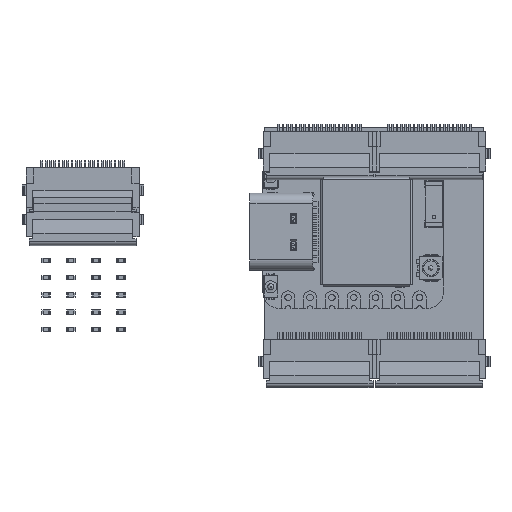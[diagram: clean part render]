
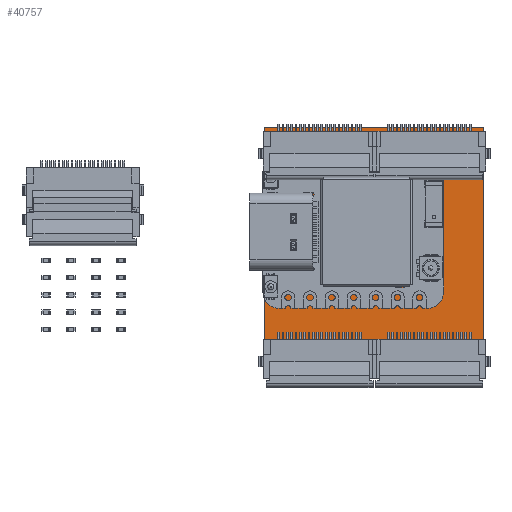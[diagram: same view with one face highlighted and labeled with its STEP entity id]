
A CAD part, top view. The second image highlights one B-rep face of the part: STEP entity #40757.
In plain terms, the highlighted planar face has unit normal (0, 0, 1).
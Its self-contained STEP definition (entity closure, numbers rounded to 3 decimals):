
#40628 = VERTEX_POINT('',#40629);
#40629 = CARTESIAN_POINT('',(132.4,-90.4,1.51));
#40635 = EDGE_CURVE('',#40628,#40636,#40638,.T.);
#40636 = VERTEX_POINT('',#40637);
#40637 = CARTESIAN_POINT('',(107.,-90.4,1.51));
#40638 = LINE('',#40639,#40640);
#40639 = CARTESIAN_POINT('',(132.4,-90.4,1.51));
#40640 = VECTOR('',#40641,1.);
#40641 = DIRECTION('',(-1.,0.,0.));
#40666 = EDGE_CURVE('',#40636,#40667,#40669,.T.);
#40667 = VERTEX_POINT('',#40668);
#40668 = CARTESIAN_POINT('',(107.,-65.,1.51));
#40669 = LINE('',#40670,#40671);
#40670 = CARTESIAN_POINT('',(107.,-90.4,1.51));
#40671 = VECTOR('',#40672,1.);
#40672 = DIRECTION('',(0.,1.,0.));
#40697 = EDGE_CURVE('',#40667,#40698,#40700,.T.);
#40698 = VERTEX_POINT('',#40699);
#40699 = CARTESIAN_POINT('',(132.4,-65.,1.51));
#40700 = LINE('',#40701,#40702);
#40701 = CARTESIAN_POINT('',(107.,-65.,1.51));
#40702 = VECTOR('',#40703,1.);
#40703 = DIRECTION('',(1.,0.,0.));
#40728 = EDGE_CURVE('',#40698,#40628,#40729,.T.);
#40729 = LINE('',#40730,#40731);
#40730 = CARTESIAN_POINT('',(132.4,-65.,1.51));
#40731 = VECTOR('',#40732,1.);
#40732 = DIRECTION('',(0.,-1.,0.));
#40757 = ADVANCED_FACE('',(#40758),#40764,.T.);
#40758 = FACE_BOUND('',#40759,.F.);
#40759 = EDGE_LOOP('',(#40760,#40761,#40762,#40763));
#40760 = ORIENTED_EDGE('',*,*,#40635,.T.);
#40761 = ORIENTED_EDGE('',*,*,#40666,.T.);
#40762 = ORIENTED_EDGE('',*,*,#40697,.T.);
#40763 = ORIENTED_EDGE('',*,*,#40728,.T.);
#40764 = PLANE('',#40765);
#40765 = AXIS2_PLACEMENT_3D('',#40766,#40767,#40768);
#40766 = CARTESIAN_POINT('',(0.,0.,1.51));
#40767 = DIRECTION('',(0.,0.,1.));
#40768 = DIRECTION('',(1.,0.,-0.));
